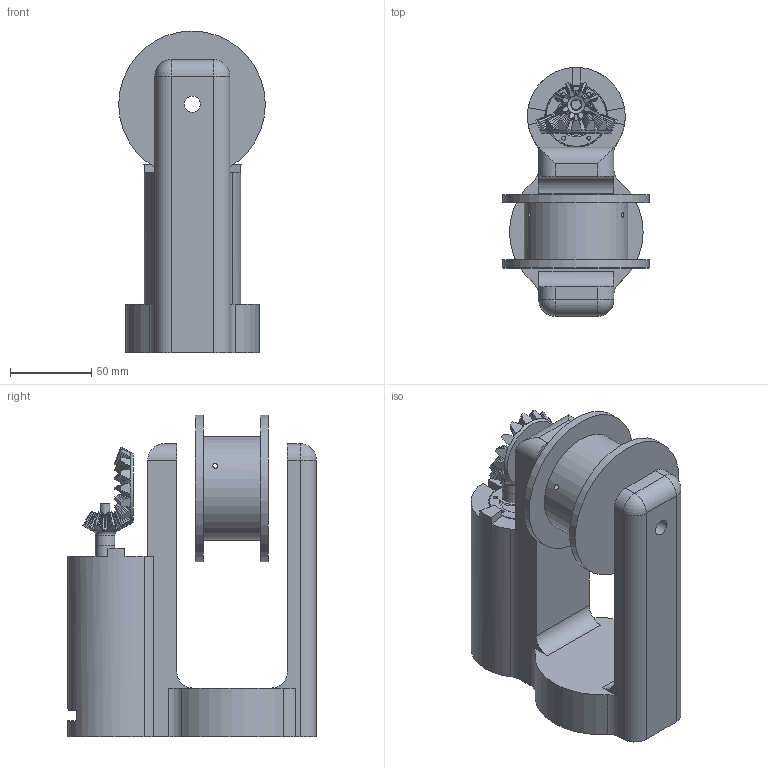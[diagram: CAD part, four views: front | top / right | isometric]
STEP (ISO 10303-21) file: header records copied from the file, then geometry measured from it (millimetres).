
FILE_DESCRIPTION(/* description */ ('STEP AP242','CAx-IF Rec.Pracs.---Representation and Presentation of Product Manufacturing Information (PMI)---4.0---2014-10-13','CAx-IF Rec.Pracs.---3D Tessellated Geometry---0.4---2014-09-14','2;1'),/* implementation_level */ '2;1');
FILE_NAME(/* name */ '62ebf54e0e86215608167b74',/* time_stamp */ '2022-08-04T16:35:28+00:00',/* author */ (''),/* organization */ (''),/* preprocessor_version */ 'ST-DEVELOPER v18.102',/* originating_system */ ' ',/* authorisation */ ' ');
FILE_SCHEMA (('AP242_MANAGED_MODEL_BASED_3D_ENGINEERING_MIM_LF { 1 0 10303 442 1 1 4 }'));
Length unit declared in the file: metre
Products named in the file (6): Assembly 1; Part 2; Gear 1; Gear 2; Part 1; am-2964a Neverest Classic 40
Assembly tree (5 placements, depth 2):
  Assembly 1
    Part 2
    Gear 1
    Gear 2
    Part 1
    am-2964a Neverest Classic 40
Bounding box: 90 x 152.75 x 197.63 mm (x, y, z)
Volume: 837822.2 mm3; surface area: 148805.5 mm2
Topology: 5 solids, 5 shells, 872 faces, 2397 edges, 1580 vertices
Faces by surface type: plane 649, bspline 127, cylinder 63, cone 30, sphere 2, torus 1
Full cylindrical faces by diameter (mm): 2.5 x6, 3 x1, 6 x2, 10 x2, 12 x2, 20.1 x4, 36 x2, 37 x2, 38 x1, 63.66 x1, 90 x2
Entity records: 33761 total; most frequent: CARTESIAN_POINT 12309, ORIENTED_EDGE 4704, DIRECTION 3731, EDGE_CURVE 2352, LINE 1751, VECTOR 1751, VERTEX_POINT 1567, AXIS2_PLACEMENT_3D 990
